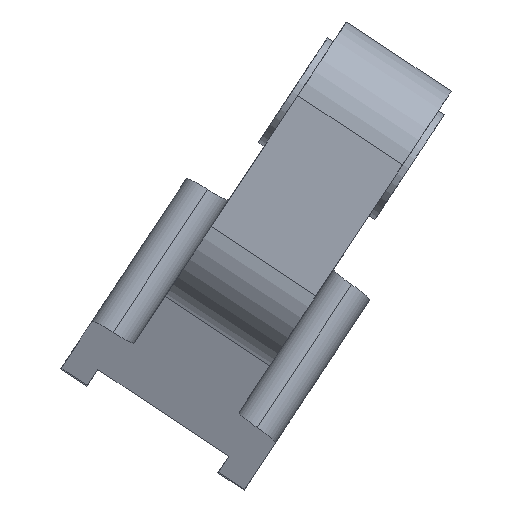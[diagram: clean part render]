
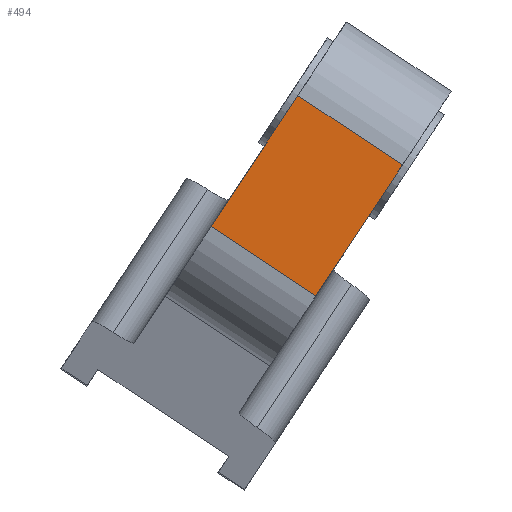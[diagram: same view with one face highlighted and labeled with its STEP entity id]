
A CAD part, front view. The second image highlights one B-rep face of the part: STEP entity #494.
In plain terms, the highlighted face is planar.
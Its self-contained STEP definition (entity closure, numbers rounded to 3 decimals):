
#49=PLANE('',#577);
#74=FACE_OUTER_BOUND('',#107,.T.);
#107=EDGE_LOOP('',(#441,#442,#443,#444));
#141=LINE('',#859,#179);
#146=LINE('',#876,#184);
#147=LINE('',#879,#185);
#148=LINE('',#880,#186);
#179=VECTOR('',#709,10.);
#184=VECTOR('',#728,10.);
#185=VECTOR('',#731,10.);
#186=VECTOR('',#732,10.);
#251=VERTEX_POINT('',#856);
#252=VERTEX_POINT('',#858);
#257=VERTEX_POINT('',#874);
#258=VERTEX_POINT('',#878);
#312=EDGE_CURVE('',#251,#252,#141,.T.);
#321=EDGE_CURVE('',#251,#257,#146,.T.);
#322=EDGE_CURVE('',#258,#257,#147,.T.);
#323=EDGE_CURVE('',#252,#258,#148,.T.);
#441=ORIENTED_EDGE('',*,*,#321,.T.);
#442=ORIENTED_EDGE('',*,*,#322,.F.);
#443=ORIENTED_EDGE('',*,*,#323,.F.);
#444=ORIENTED_EDGE('',*,*,#312,.F.);
#494=ADVANCED_FACE('',(#74),#49,.T.);
#577=AXIS2_PLACEMENT_3D('',#877,#729,#730);
#709=DIRECTION('',(-1.,0.,0.));
#728=DIRECTION('',(0.,0.,1.));
#729=DIRECTION('center_axis',(0.,-1.,0.));
#730=DIRECTION('ref_axis',(1.,0.,0.));
#731=DIRECTION('',(1.,0.,0.));
#732=DIRECTION('',(0.,0.,1.));
#856=CARTESIAN_POINT('',(44.5,-5.1,-4.));
#858=CARTESIAN_POINT('',(34.5,-5.1,-4.));
#859=CARTESIAN_POINT('',(34.5,-5.1,-4.));
#874=CARTESIAN_POINT('',(44.5,-5.1,4.));
#876=CARTESIAN_POINT('',(44.5,-5.1,0.));
#877=CARTESIAN_POINT('Origin',(34.5,-5.1,0.));
#878=CARTESIAN_POINT('',(34.5,-5.1,4.));
#879=CARTESIAN_POINT('',(34.5,-5.1,4.));
#880=CARTESIAN_POINT('',(34.5,-5.1,0.));
